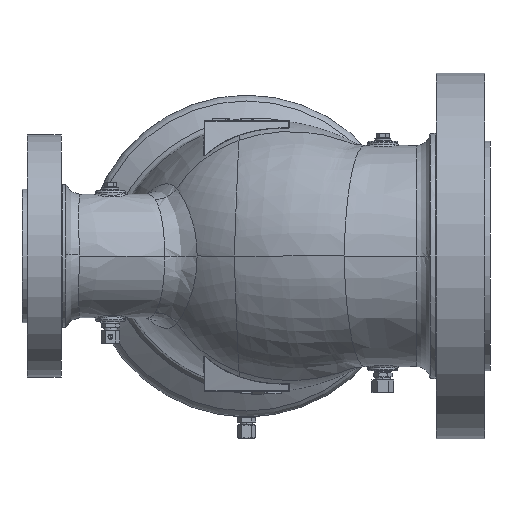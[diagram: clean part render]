
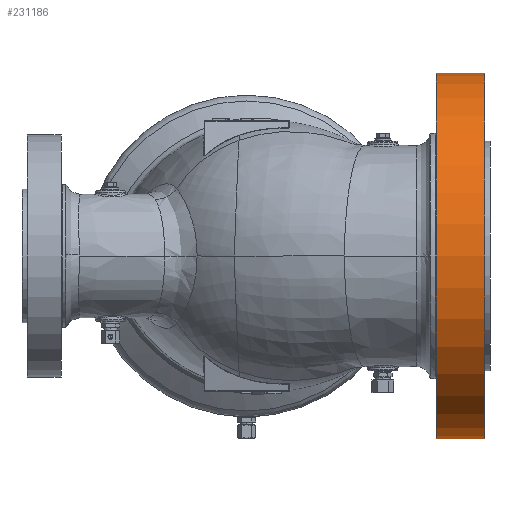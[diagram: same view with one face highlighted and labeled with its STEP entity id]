
A CAD part, front view. The second image highlights one B-rep face of the part: STEP entity #231186.
In plain terms, the highlighted cylindrical face has radius 215 mm (diameter 430 mm), a partial arc.
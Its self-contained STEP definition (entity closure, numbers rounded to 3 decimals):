
#2000 = DIRECTION ( 'NONE',  ( 0., 0., 1. ) ) ;
#7753 = DIRECTION ( 'NONE',  ( -1., 0., 0. ) ) ;
#9267 = DIRECTION ( 'NONE',  ( 0., 0., -1. ) ) ;
#22323 = EDGE_CURVE ( 'NONE', #191374, #248797, #128207, .T. ) ;
#29011 = CARTESIAN_POINT ( 'NONE',  ( 0., 0., 215. ) ) ;
#34286 = VECTOR ( 'NONE', #167376, 1000. ) ;
#43198 = DIRECTION ( 'NONE',  ( 0., 0., 1. ) ) ;
#68624 = EDGE_LOOP ( 'NONE', ( #119253, #101114, #206982, #71725 ) ) ;
#71725 = ORIENTED_EDGE ( 'NONE', *, *, #120984, .T. ) ;
#90464 = CARTESIAN_POINT ( 'NONE',  ( 498., 0., -215. ) ) ;
#93876 = VERTEX_POINT ( 'NONE', #167538 ) ;
#101114 = ORIENTED_EDGE ( 'NONE', *, *, #247514, .T. ) ;
#102709 = DIRECTION ( 'NONE',  ( 1., 0., 0. ) ) ;
#114402 = FACE_OUTER_BOUND ( 'NONE', #68624, .T. ) ;
#119253 = ORIENTED_EDGE ( 'NONE', *, *, #170447, .F. ) ;
#120984 = EDGE_CURVE ( 'Defeature ausgef�hrt1_90+Defeature ausgef�hrt1_313+Defeature ausgef�hrt1_313+Defeature ausgef�hrt1_313', #248797, #202640, #204675, .T. ) ;
#128207 = LINE ( 'NONE', #29011, #34286 ) ;
#145774 = LINE ( 'NONE', #146943, #249102 ) ;
#145945 = AXIS2_PLACEMENT_3D ( 'NONE', #172126, #250921, #9267 ) ;
#146943 = CARTESIAN_POINT ( 'NONE',  ( 0., 0., -215. ) ) ;
#153959 = CARTESIAN_POINT ( 'NONE',  ( 498., 0., 215. ) ) ;
#167376 = DIRECTION ( 'NONE',  ( -1., 0., 0. ) ) ;
#167538 = CARTESIAN_POINT ( 'NONE',  ( 554.6, 0., -215. ) ) ;
#170447 = EDGE_CURVE ( 'NONE', #93876, #202640, #145774, .T. ) ;
#172126 = CARTESIAN_POINT ( 'NONE',  ( 554.6, 0., 0. ) ) ;
#180669 = DIRECTION ( 'NONE',  ( -1., 0., 0. ) ) ;
#191374 = VERTEX_POINT ( 'NONE', #209803 ) ;
#198873 = CYLINDRICAL_SURFACE ( 'NONE', #223889, 215. ) ;
#202640 = VERTEX_POINT ( 'NONE', #90464 ) ;
#204675 = CIRCLE ( 'NONE', #259633, 215. ) ;
#206982 = ORIENTED_EDGE ( 'NONE', *, *, #22323, .T. ) ;
#209803 = CARTESIAN_POINT ( 'NONE',  ( 554.6, 0., 215. ) ) ;
#221803 = CARTESIAN_POINT ( 'NONE',  ( 0., 0., 0. ) ) ;
#223889 = AXIS2_PLACEMENT_3D ( 'NONE', #221803, #180669, #2000 ) ;
#225282 = CIRCLE ( 'NONE', #145945, 215. ) ;
#231186 = ADVANCED_FACE ( 'Defeature ausgef�hrt1_90', ( #114402 ), #198873, .T. ) ;
#240245 = CARTESIAN_POINT ( 'NONE',  ( 498., 0., 0. ) ) ;
#247514 = EDGE_CURVE ( 'Defeature ausgef�hrt1_90+Defeature ausgef�hrt1_43+Defeature ausgef�hrt1_43+Defeature ausgef�hrt1_43', #93876, #191374, #225282, .T. ) ;
#248797 = VERTEX_POINT ( 'NONE', #153959 ) ;
#249102 = VECTOR ( 'NONE', #7753, 1000. ) ;
#250921 = DIRECTION ( 'NONE',  ( -1., 0., 0. ) ) ;
#259633 = AXIS2_PLACEMENT_3D ( 'NONE', #240245, #102709, #43198 ) ;
